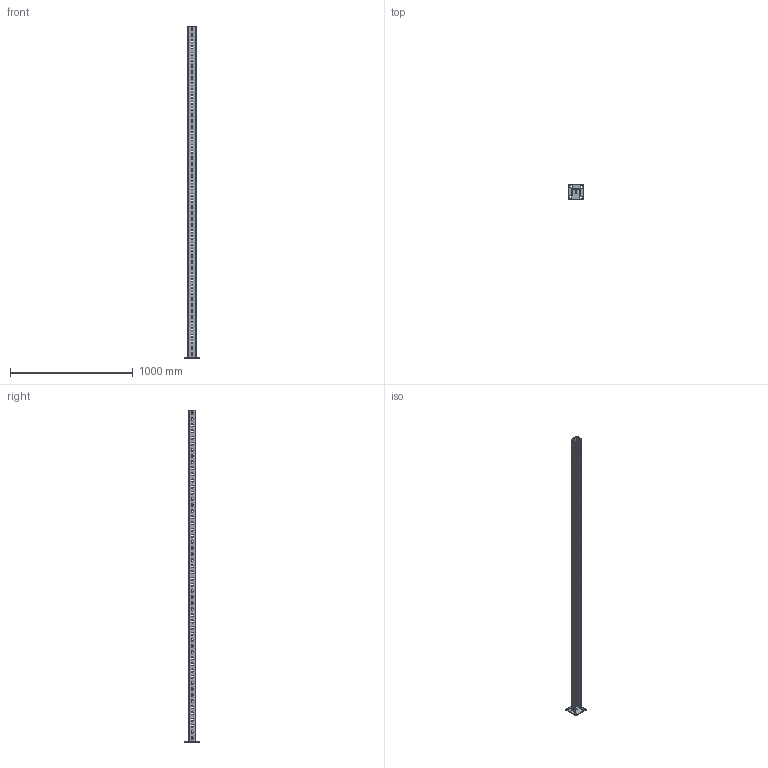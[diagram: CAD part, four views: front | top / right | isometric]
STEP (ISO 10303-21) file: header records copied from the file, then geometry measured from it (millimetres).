
FILE_DESCRIPTION (( 'STEP AP214' ), '1' );
FILE_NAME ('Äåòàë__2700.STEP', '2023-04-03T10:42:38', ( '' ), ( '' ), 'SwSTEP 2.0', 'SolidWorks 2022', '' );
FILE_SCHEMA (( 'AUTOMOTIVE_DESIGN' ));
Length unit declared in the file: millimetre
Products named in the file (1): Детал__2700
Bounding box: 120 x 120 x 2708 mm (x, y, z)
Volume: 1635614.8 mm3; surface area: 861429 mm2
Topology: 1 solids, 1 shells, 855 faces, 2556 edges, 1704 vertices
Faces by surface type: cylinder 506, plane 349
Entity records: 29864 total; most frequent: DIRECTION 5280, CARTESIAN_POINT 5116, ORIENTED_EDGE 5112, EDGE_CURVE 2556, AXIS2_PLACEMENT_3D 1868, VERTEX_POINT 1704, VECTOR 1544, LINE 1544
